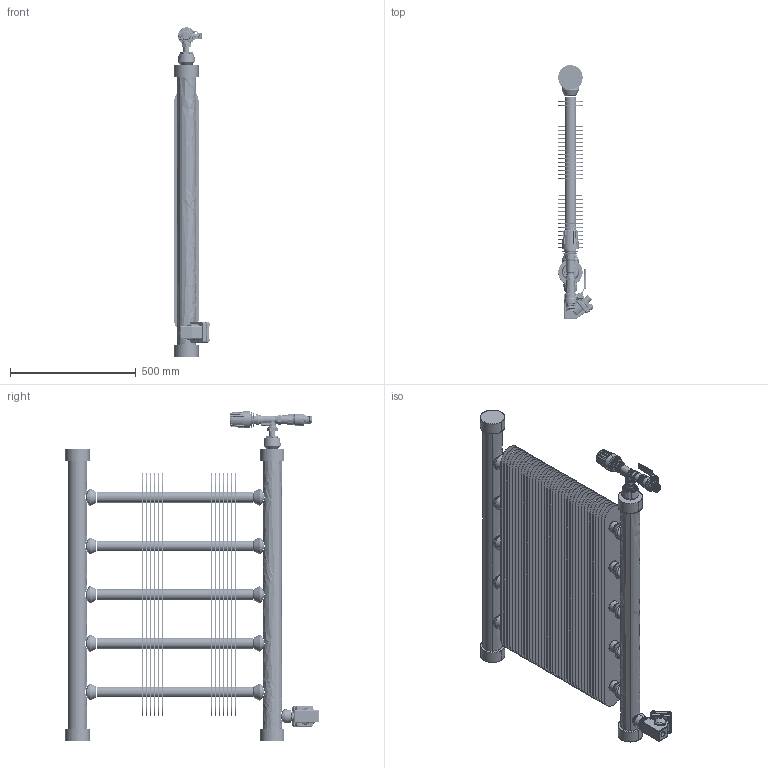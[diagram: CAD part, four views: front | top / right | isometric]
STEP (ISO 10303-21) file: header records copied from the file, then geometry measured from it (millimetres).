
FILE_DESCRIPTION(('FreeCAD Model'),'2;1');
FILE_NAME('Open CASCADE Shape Model','2025-05-01T21:05:23',('FreeCAD'),( 'FreeCAD'),'Open CASCADE STEP processor 7.6','FreeCAD','Unknown');
FILE_SCHEMA(('AUTOMOTIVE_DESIGN { 1 0 10303 214 1 1 1 1 }'));
Products named in the file (1): Open CASCADE STEP translator 7.6 1
Bounding box: 141.08 x 1005.75 x 1307.83 mm (x, y, z)
Volume: 11594811 mm3; surface area: 8569833.2 mm2
Topology: 71 solids, 71 shells, 3329 faces, 8611 edges, 5434 vertices
Faces by surface type: bspline 3329
Entity records: 188484 total; most frequent: CARTESIAN_POINT 139577, ORIENTED_EDGE 17068, EDGE_CURVE 8534, B_SPLINE_CURVE_WITH_KNOTS 5430, VERTEX_POINT 5420, FACE_BOUND 3860, EDGE_LOOP 3860, ADVANCED_FACE 3329
